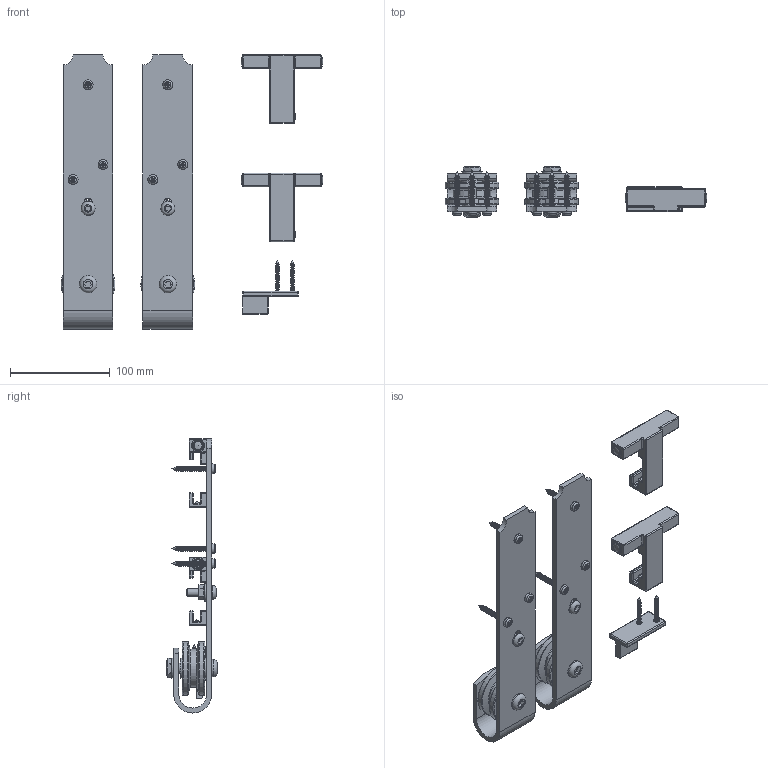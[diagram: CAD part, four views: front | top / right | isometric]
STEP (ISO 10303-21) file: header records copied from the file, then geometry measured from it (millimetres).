
FILE_DESCRIPTION(/* description */ (''),/* implementation_level */ '2;1');
FILE_NAME(/* name */ '.stp',/* time_stamp */ '2019-08-29T10:53:03+02:00',/* author */ ('WG'),/* organization */ (''),/* preprocessor_version */ 'ST-DEVELOPER v17.2',/* originating_system */ 'Autodesk Inventor 2019',/* authorisation */ '');
FILE_SCHEMA (('AUTOMOTIVE_DESIGN { 1 0 10303 214 3 1 1 }'));
Products named in the file (19): RD-C-B; VAL-RD 861.00r00 Bragi hanger; VAL-RD 861.01r00 - Frame of Bragi Hanger; ISO 7380-1 - M8 x 25; DIN 6923 - M8 x 1,25; ISO 7380-1 - M10 x 45; DIN 439 - M10 x 1,5; DIN7996 5x40 Pz; 21706_v1 - Roller; DIN 625 SKF - SKF 6000-2Z; BK5.0001.150105-6,5 mm; Podkładka poliamidowa; RD-A-B_butée; RD-A-B_butée corps; RD-A-B_butée plastique; RD-A-B_vis verrouillage butée; VAL-RD 030.00r00 Bottom guide standard; 1103R; DIN7997 4x35 Pz
Assembly tree (28 placements, depth 3):
  RD-C-B
    VAL-RD 861.00r00 Bragi hanger  x2
      VAL-RD 861.01r00 - Frame of Bragi Hanger
      ISO 7380-1 - M8 x 25
      DIN 6923 - M8 x 1,25
      ISO 7380-1 - M10 x 45
      DIN 439 - M10 x 1,5
      Podkładka poliamidowa
      DIN7996 5x40 Pz
      21706_v1 - Roller
      DIN 625 SKF - SKF 6000-2Z
      BK5.0001.150105-6,5 mm
    RD-A-B_butée  x2
      RD-A-B_butée corps
      RD-A-B_butée plastique
      RD-A-B_vis verrouillage butée
    VAL-RD 030.00r00 Bottom guide standard
      1103R
      DIN7997 4x35 Pz  x2
Bounding box: 262.44 x 50.5 x 275 mm (x, y, z)
Volume: 335700.7 mm3; surface area: 166781.9 mm2
Topology: 43 solids, 43 shells, 1330 faces, 3683 edges, 2408 vertices
Faces by surface type: cylinder 432, plane 398, torus 192, cone 184, sphere 76, bspline 48
Full cylindrical faces by diameter (mm): 1.905 x2, 2.8 x32, 3.242 x4, 3.8 x114, 4 x4, 6 x2, 6.647 x2, 7 x6, 7.4 x2, 8 x6, 8.376 x2, 10 x12, 10.2 x4, 10.3 x6, 10.5 x2, 14 x2, 15 x2, 15.12 x8, 16 x2, 17.5 x2, 20.3 x6, 20.88 x8, 23 x4, 26 x8, 38 x2, 54 x4
Entity records: 37484 total; most frequent: CARTESIAN_POINT 24208, DIRECTION 2775, ORIENTED_EDGE 2598, EDGE_CURVE 1299, AXIS2_PLACEMENT_3D 1166, VERTEX_POINT 847, CIRCLE 581, EDGE_LOOP 564
